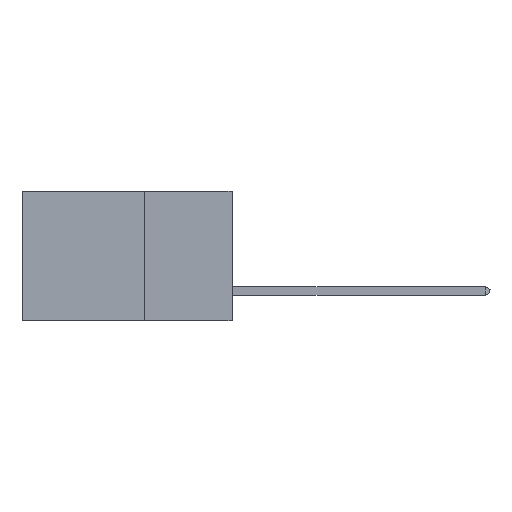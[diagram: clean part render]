
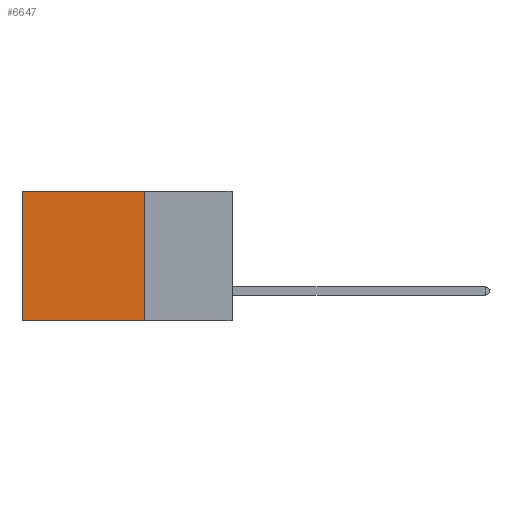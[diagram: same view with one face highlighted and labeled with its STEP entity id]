
A CAD part, left-side view. The second image highlights one B-rep face of the part: STEP entity #6647.
In plain terms, the highlighted planar face has unit normal (-1, 0, 0).
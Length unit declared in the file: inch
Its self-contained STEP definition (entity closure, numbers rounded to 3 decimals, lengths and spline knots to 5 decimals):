
#728 = DIRECTION ( 'NONE',  ( 0., 1., 0. ) ) ;
#5928 = LINE ( 'NONE', #19773, #13111 ) ;
#6411 = CARTESIAN_POINT ( 'NONE',  ( 0.2875, 0.25, 0. ) ) ;
#6647 = ADVANCED_FACE ( 'NONE', ( #7854 ), #10070, .F. ) ;
#7854 = FACE_OUTER_BOUND ( 'NONE', #42361, .T. ) ;
#8042 = ORIENTED_EDGE ( 'NONE', *, *, #46871, .T. ) ;
#8355 = CARTESIAN_POINT ( 'NONE',  ( 0.2875, 0.6, 0. ) ) ;
#10070 = PLANE ( 'NONE',  #41853 ) ;
#11091 = DIRECTION ( 'NONE',  ( 0., 1., 0. ) ) ;
#11633 = VECTOR ( 'NONE', #12186, 39.37008 ) ;
#12186 = DIRECTION ( 'NONE',  ( 0., 0., -1. ) ) ;
#12434 = ORIENTED_EDGE ( 'NONE', *, *, #34239, .T. ) ;
#13111 = VECTOR ( 'NONE', #728, 39.37008 ) ;
#13246 = CARTESIAN_POINT ( 'NONE',  ( 0.2875, 0.25, 0. ) ) ;
#16694 = EDGE_CURVE ( 'NONE', #27744, #37029, #35798, .T. ) ;
#16921 = ORIENTED_EDGE ( 'NONE', *, *, #16694, .F. ) ;
#18122 = CARTESIAN_POINT ( 'NONE',  ( 0.2875, 0.25, -0.37 ) ) ;
#19464 = CARTESIAN_POINT ( 'NONE',  ( 0.2875, 0.25, 0. ) ) ;
#19773 = CARTESIAN_POINT ( 'NONE',  ( 0.2875, 0.25, 0. ) ) ;
#19816 = CARTESIAN_POINT ( 'NONE',  ( 0.2875, 0.6, -0.37 ) ) ;
#20609 = LINE ( 'NONE', #18122, #30813 ) ;
#21045 = CARTESIAN_POINT ( 'NONE',  ( 0.2875, 0.6, 0. ) ) ;
#24167 = ORIENTED_EDGE ( 'NONE', *, *, #48870, .F. ) ;
#27038 = CARTESIAN_POINT ( 'NONE',  ( 0.2875, 0.25, -0.37 ) ) ;
#27744 = VERTEX_POINT ( 'NONE', #6411 ) ;
#30813 = VECTOR ( 'NONE', #11091, 39.37008 ) ;
#32002 = LINE ( 'NONE', #8355, #11633 ) ;
#32821 = VECTOR ( 'NONE', #38701, 39.37008 ) ;
#34239 = EDGE_CURVE ( 'NONE', #27744, #48044, #5928, .T. ) ;
#35798 = LINE ( 'NONE', #19464, #32821 ) ;
#37029 = VERTEX_POINT ( 'NONE', #27038 ) ;
#38701 = DIRECTION ( 'NONE',  ( 0., 0., -1. ) ) ;
#41853 = AXIS2_PLACEMENT_3D ( 'NONE', #13246, #44542, #43898 ) ;
#42361 = EDGE_LOOP ( 'NONE', ( #8042, #24167, #16921, #12434 ) ) ;
#43898 = DIRECTION ( 'NONE',  ( 0., 0., -1. ) ) ;
#44542 = DIRECTION ( 'NONE',  ( 1., 0., 0. ) ) ;
#46871 = EDGE_CURVE ( 'NONE', #48044, #48424, #32002, .T. ) ;
#48044 = VERTEX_POINT ( 'NONE', #21045 ) ;
#48424 = VERTEX_POINT ( 'NONE', #19816 ) ;
#48870 = EDGE_CURVE ( 'NONE', #37029, #48424, #20609, .T. ) ;
